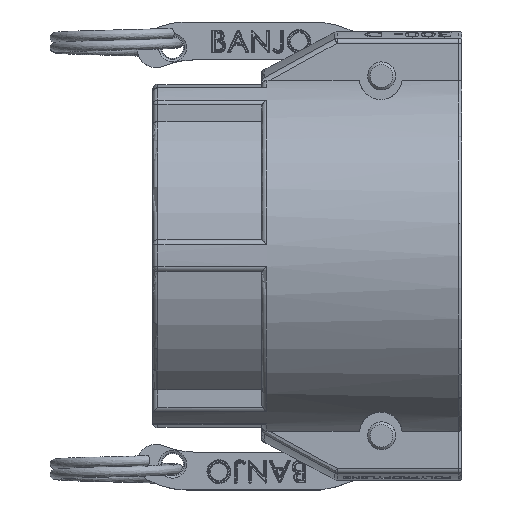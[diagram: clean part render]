
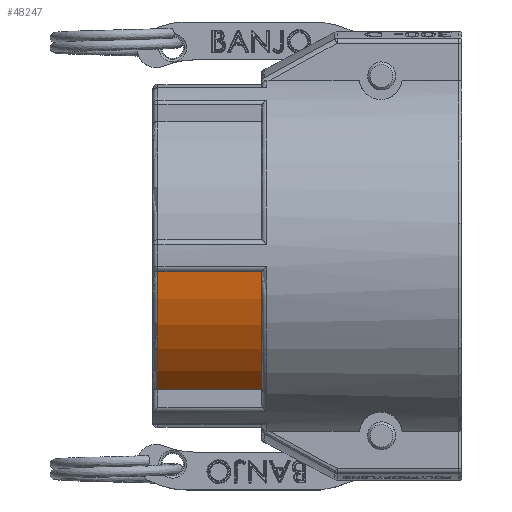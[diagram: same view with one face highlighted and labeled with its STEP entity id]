
A CAD part, top view. The second image highlights one B-rep face of the part: STEP entity #48247.
In plain terms, the highlighted cylindrical face has radius 50.546 mm (diameter 101.092 mm), a partial arc.
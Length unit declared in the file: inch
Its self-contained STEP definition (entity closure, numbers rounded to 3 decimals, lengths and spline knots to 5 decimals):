
#4203=CIRCLE('',#51052,1.99);
#4317=CIRCLE('',#51223,1.99);
#5664=FACE_OUTER_BOUND('',#8553,.T.);
#8553=EDGE_LOOP('',(#35447,#35448,#35449,#35450));
#13671=LINE('',#65868,#17197);
#14114=LINE('',#112073,#17640);
#17197=VECTOR('',#54474,0.3937);
#17640=VECTOR('',#55775,0.3937);
#20840=VERTEX_POINT('',#65767);
#20842=VERTEX_POINT('',#65789);
#20847=VERTEX_POINT('',#65867);
#21165=VERTEX_POINT('',#71446);
#25642=EDGE_CURVE('',#20847,#20842,#13671,.T.);
#25708=EDGE_CURVE('',#20840,#20842,#4203,.T.);
#26074=EDGE_CURVE('',#20847,#21165,#4317,.T.);
#26777=EDGE_CURVE('',#20840,#21165,#14114,.T.);
#35447=ORIENTED_EDGE('',*,*,#25708,.F.);
#35448=ORIENTED_EDGE('',*,*,#26777,.T.);
#35449=ORIENTED_EDGE('',*,*,#26074,.F.);
#35450=ORIENTED_EDGE('',*,*,#25642,.T.);
#47358=CYLINDRICAL_SURFACE('',#51424,1.99);
#48247=ADVANCED_FACE('',(#5664),#47358,.T.);
#51052=AXIS2_PLACEMENT_3D('',#66224,#54613,#54614);
#51223=AXIS2_PLACEMENT_3D('',#71447,#55042,#55043);
#51424=AXIS2_PLACEMENT_3D('',#112075,#55778,#55779);
#54474=DIRECTION('',(-1.,0.,0.));
#54613=DIRECTION('center_axis',(-1.,0.,0.));
#54614=DIRECTION('ref_axis',(0.,-0.474,0.88));
#55042=DIRECTION('center_axis',(1.,0.,0.));
#55043=DIRECTION('ref_axis',(0.,1.,0.));
#55775=DIRECTION('',(1.,0.,0.));
#55778=DIRECTION('center_axis',(1.,0.,0.));
#55779=DIRECTION('ref_axis',(0.,1.,0.));
#65767=CARTESIAN_POINT('',(-1.2,-1.55342,1.24377));
#65789=CARTESIAN_POINT('',(-1.2,-0.185,1.98138));
#65867=CARTESIAN_POINT('',(0.,-0.185,1.98138));
#65868=CARTESIAN_POINT('',(-0.63,-0.185,1.98138));
#66224=CARTESIAN_POINT('Origin',(-1.2,0.,0.));
#71446=CARTESIAN_POINT('',(0.,-1.55342,1.24377));
#71447=CARTESIAN_POINT('Origin',(0.,0.,0.));
#112073=CARTESIAN_POINT('',(-0.63,-1.55342,1.24377));
#112075=CARTESIAN_POINT('Origin',(-0.63,0.,0.));
